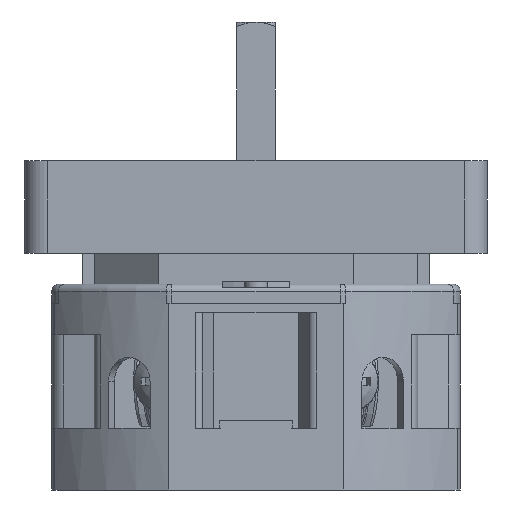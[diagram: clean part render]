
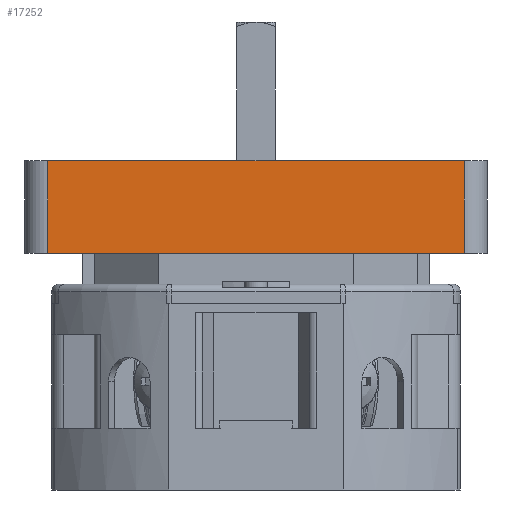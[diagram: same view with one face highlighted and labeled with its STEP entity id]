
A CAD part, front view. The second image highlights one B-rep face of the part: STEP entity #17252.
In plain terms, the highlighted planar face has unit normal (0, -1, 0).
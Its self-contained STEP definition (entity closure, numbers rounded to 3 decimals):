
#24=DIRECTION('',(1.,0.,0.));
#25=VECTOR('',#24,54.);
#26=CARTESIAN_POINT('',(-27.,-30.,16.5));
#27=LINE('',#26,#25);
#455=DIRECTION('',(0.,0.,-1.));
#456=VECTOR('',#455,12.);
#457=CARTESIAN_POINT('',(-27.,-30.,16.5));
#458=LINE('',#457,#456);
#459=DIRECTION('',(0.,0.,-1.));
#460=VECTOR('',#459,12.);
#461=CARTESIAN_POINT('',(27.,-30.,16.5));
#462=LINE('',#461,#460);
#463=DIRECTION('',(1.,0.,0.));
#464=VECTOR('',#463,54.);
#465=CARTESIAN_POINT('',(-27.,-30.,4.5));
#466=LINE('',#465,#464);
#14744=CARTESIAN_POINT('',(-27.,-30.,4.5));
#14746=VERTEX_POINT('',#14744);
#14750=CARTESIAN_POINT('',(-27.,-30.,16.5));
#14751=VERTEX_POINT('',#14750);
#14761=CARTESIAN_POINT('',(27.,-30.,4.5));
#14763=VERTEX_POINT('',#14761);
#14764=CARTESIAN_POINT('',(27.,-30.,16.5));
#14765=VERTEX_POINT('',#14764);
#17240=CARTESIAN_POINT('',(-30.,-30.,0.));
#17241=DIRECTION('',(0.,-1.,0.));
#17242=DIRECTION('',(1.,0.,0.));
#17243=AXIS2_PLACEMENT_3D('',#17240,#17241,#17242);
#17244=PLANE('',#17243);
#17245=ORIENTED_EDGE('',*,*,#17235,.F.);
#17246=ORIENTED_EDGE('',*,*,#16927,.T.);
#17248=ORIENTED_EDGE('',*,*,#17247,.T.);
#17249=ORIENTED_EDGE('',*,*,#17191,.F.);
#17250=EDGE_LOOP('',(#17245,#17246,#17248,#17249));
#17251=FACE_OUTER_BOUND('',#17250,.F.);
#16927=EDGE_CURVE('',#14751,#14765,#27,.T.);
#17191=EDGE_CURVE('',#14746,#14763,#466,.T.);
#17235=EDGE_CURVE('',#14751,#14746,#458,.T.);
#17247=EDGE_CURVE('',#14765,#14763,#462,.T.);
#17252=ADVANCED_FACE('',(#17251),#17244,.T.);
